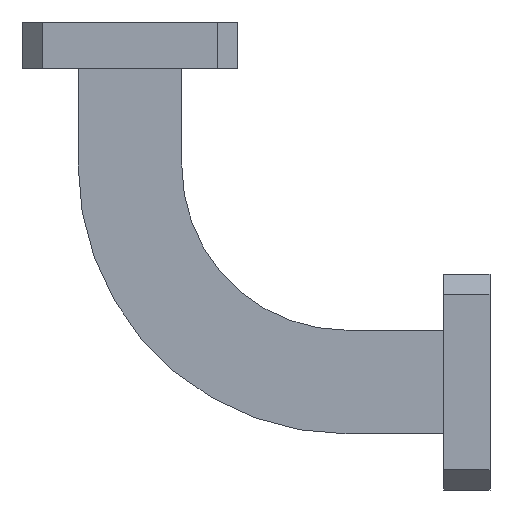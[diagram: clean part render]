
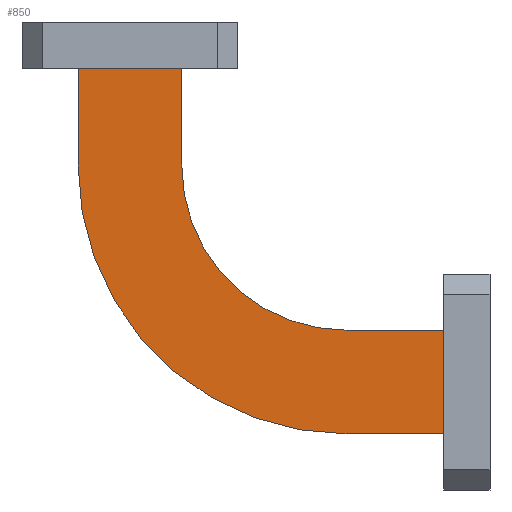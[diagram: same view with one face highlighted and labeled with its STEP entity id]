
A CAD part, front view. The second image highlights one B-rep face of the part: STEP entity #850.
In plain terms, the highlighted planar face has unit normal (0, -1, 0).
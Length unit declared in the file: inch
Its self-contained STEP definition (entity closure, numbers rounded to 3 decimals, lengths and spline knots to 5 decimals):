
#14 = CIRCLE ( 'NONE', #271, 0.57 ) ;
#23 = ORIENTED_EDGE ( 'NONE', *, *, #605, .F. ) ;
#45 = EDGE_CURVE ( 'NONE', #908, #696, #971, .T. ) ;
#47 = EDGE_CURVE ( 'NONE', #1212, #953, #1798, .T. ) ;
#60 = CARTESIAN_POINT ( 'NONE',  ( -0.34, -0.11, 0.18 ) ) ;
#129 = LINE ( 'NONE', #397, #1619 ) ;
#188 = CARTESIAN_POINT ( 'NONE',  ( -0.91, -0.11, 1.09 ) ) ;
#197 = ORIENTED_EDGE ( 'NONE', *, *, #652, .T. ) ;
#201 = EDGE_CURVE ( 'NONE', #1130, #696, #129, .T. ) ;
#203 = CARTESIAN_POINT ( 'NONE',  ( 0., -0.11, 0.18 ) ) ;
#233 = CARTESIAN_POINT ( 'NONE',  ( -0.91, -0.11, 0.75 ) ) ;
#271 = AXIS2_PLACEMENT_3D ( 'NONE', #814, #545, #1512 ) ;
#295 = EDGE_CURVE ( 'NONE', #1132, #953, #1755, .T. ) ;
#316 = DIRECTION ( 'NONE',  ( -1., 0., 0. ) ) ;
#320 = DIRECTION ( 'NONE',  ( 1., 0., 0. ) ) ;
#335 = DIRECTION ( 'NONE',  ( 0., -1., 0. ) ) ;
#377 = CARTESIAN_POINT ( 'NONE',  ( -1.27, -0.11, 0.75 ) ) ;
#397 = CARTESIAN_POINT ( 'NONE',  ( 0., -0.11, 0.18 ) ) ;
#421 = VECTOR ( 'NONE', #1704, 39.37008 ) ;
#450 = CARTESIAN_POINT ( 'NONE',  ( -0.34, -0.11, -0.18 ) ) ;
#460 = CIRCLE ( 'NONE', #874, 0.93 ) ;
#516 = ORIENTED_EDGE ( 'NONE', *, *, #201, .F. ) ;
#545 = DIRECTION ( 'NONE',  ( 0., -1., 0. ) ) ;
#550 = CARTESIAN_POINT ( 'NONE',  ( -0.91, -0.11, 0.75 ) ) ;
#592 = VECTOR ( 'NONE', #680, 39.37008 ) ;
#605 = EDGE_CURVE ( 'NONE', #938, #808, #14, .T. ) ;
#623 = VECTOR ( 'NONE', #1541, 39.37008 ) ;
#652 = EDGE_CURVE ( 'NONE', #938, #1132, #1658, .T. ) ;
#680 = DIRECTION ( 'NONE',  ( 0., 0., 1. ) ) ;
#696 = VERTEX_POINT ( 'NONE', #1693 ) ;
#750 = CARTESIAN_POINT ( 'NONE',  ( -0.34, -0.11, 0.75 ) ) ;
#770 = DIRECTION ( 'NONE',  ( 0., 0., 1. ) ) ;
#808 = VERTEX_POINT ( 'NONE', #1577 ) ;
#813 = EDGE_CURVE ( 'NONE', #808, #1130, #1234, .T. ) ;
#814 = CARTESIAN_POINT ( 'NONE',  ( -0.34, -0.11, 0.75 ) ) ;
#850 = ADVANCED_FACE ( 'NONE', ( #1457 ), #1742, .F. ) ;
#874 = AXIS2_PLACEMENT_3D ( 'NONE', #750, #335, #1579 ) ;
#881 = CARTESIAN_POINT ( 'NONE',  ( -0.91, -0.11, 0.75 ) ) ;
#908 = VERTEX_POINT ( 'NONE', #1327 ) ;
#924 = ORIENTED_EDGE ( 'NONE', *, *, #813, .F. ) ;
#930 = VECTOR ( 'NONE', #316, 39.37008 ) ;
#938 = VERTEX_POINT ( 'NONE', #233 ) ;
#946 = ORIENTED_EDGE ( 'NONE', *, *, #45, .T. ) ;
#953 = VERTEX_POINT ( 'NONE', #1186 ) ;
#971 = LINE ( 'NONE', #450, #421 ) ;
#1130 = VERTEX_POINT ( 'NONE', #203 ) ;
#1132 = VERTEX_POINT ( 'NONE', #1587 ) ;
#1139 = CARTESIAN_POINT ( 'NONE',  ( -1.27, -0.11, 0.75 ) ) ;
#1173 = DIRECTION ( 'NONE',  ( 0., 1., 0. ) ) ;
#1186 = CARTESIAN_POINT ( 'NONE',  ( -1.27, -0.11, 1.09 ) ) ;
#1212 = VERTEX_POINT ( 'NONE', #377 ) ;
#1234 = LINE ( 'NONE', #60, #1542 ) ;
#1327 = CARTESIAN_POINT ( 'NONE',  ( -0.34, -0.11, -0.18 ) ) ;
#1346 = EDGE_LOOP ( 'NONE', ( #1380, #1785, #1784, #946, #516, #924, #23, #197 ) ) ;
#1380 = ORIENTED_EDGE ( 'NONE', *, *, #295, .T. ) ;
#1398 = AXIS2_PLACEMENT_3D ( 'NONE', #881, #1173, #770 ) ;
#1457 = FACE_OUTER_BOUND ( 'NONE', #1346, .T. ) ;
#1512 = DIRECTION ( 'NONE',  ( 0., 0., -1. ) ) ;
#1541 = DIRECTION ( 'NONE',  ( 0., 0., 1. ) ) ;
#1542 = VECTOR ( 'NONE', #320, 39.37008 ) ;
#1577 = CARTESIAN_POINT ( 'NONE',  ( -0.34, -0.11, 0.18 ) ) ;
#1579 = DIRECTION ( 'NONE',  ( 0., 0., -1. ) ) ;
#1581 = EDGE_CURVE ( 'NONE', #1212, #908, #460, .T. ) ;
#1587 = CARTESIAN_POINT ( 'NONE',  ( -0.91, -0.11, 1.09 ) ) ;
#1619 = VECTOR ( 'NONE', #1795, 39.37008 ) ;
#1658 = LINE ( 'NONE', #550, #592 ) ;
#1693 = CARTESIAN_POINT ( 'NONE',  ( 0., -0.11, -0.18 ) ) ;
#1704 = DIRECTION ( 'NONE',  ( 1., 0., 0. ) ) ;
#1742 = PLANE ( 'NONE',  #1398 ) ;
#1755 = LINE ( 'NONE', #188, #930 ) ;
#1784 = ORIENTED_EDGE ( 'NONE', *, *, #1581, .T. ) ;
#1785 = ORIENTED_EDGE ( 'NONE', *, *, #47, .F. ) ;
#1795 = DIRECTION ( 'NONE',  ( 0., 0., -1. ) ) ;
#1798 = LINE ( 'NONE', #1139, #623 ) ;
